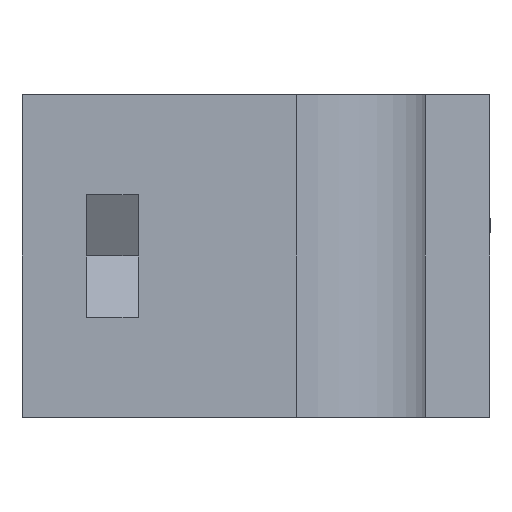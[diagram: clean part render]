
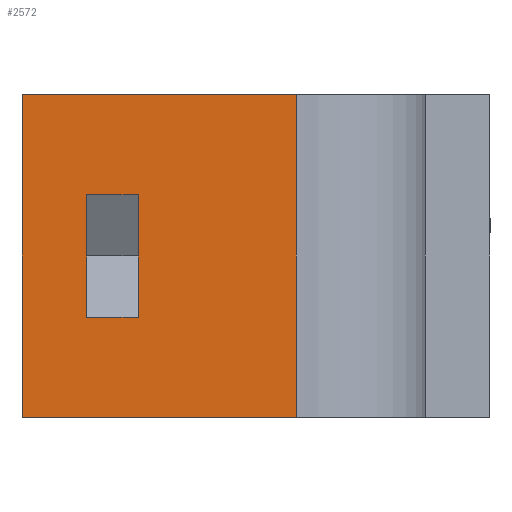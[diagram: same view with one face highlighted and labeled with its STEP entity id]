
A CAD part, left-side view. The second image highlights one B-rep face of the part: STEP entity #2572.
In plain terms, the highlighted planar face has unit normal (-1, 0, 0).
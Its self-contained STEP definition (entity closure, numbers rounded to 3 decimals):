
#124 = VERTEX_POINT ( 'NONE', #3639 ) ;
#141 = LINE ( 'NONE', #702, #1954 ) ;
#317 = LINE ( 'NONE', #2564, #5544 ) ;
#702 = CARTESIAN_POINT ( 'NONE',  ( -38.5, 0., 15. ) ) ;
#737 = VECTOR ( 'NONE', #3375, 1000. ) ;
#788 = AXIS2_PLACEMENT_3D ( 'NONE', #2688, #1342, #892 ) ;
#892 = DIRECTION ( 'NONE',  ( 0., 1., 0. ) ) ;
#989 = EDGE_CURVE ( 'NONE', #1048, #2368, #141, .T. ) ;
#1048 = VERTEX_POINT ( 'NONE', #5492 ) ;
#1137 = LINE ( 'NONE', #5314, #5507 ) ;
#1321 = EDGE_LOOP ( 'NONE', ( #4115, #2555, #5591, #4503 ) ) ;
#1342 = DIRECTION ( 'NONE',  ( 1., 0., 0. ) ) ;
#1624 = LINE ( 'NONE', #1692, #4977 ) ;
#1655 = VERTEX_POINT ( 'NONE', #2360 ) ;
#1692 = CARTESIAN_POINT ( 'NONE',  ( -38.5, -5.25, 4.65 ) ) ;
#1911 = EDGE_CURVE ( 'NONE', #2112, #2949, #317, .T. ) ;
#1914 = VECTOR ( 'NONE', #2088, 1000. ) ;
#1954 = VECTOR ( 'NONE', #4686, 1000. ) ;
#2088 = DIRECTION ( 'NONE',  ( 0., 0., -1. ) ) ;
#2106 = CARTESIAN_POINT ( 'NONE',  ( -38.5, -15., 15. ) ) ;
#2112 = VERTEX_POINT ( 'NONE', #4617 ) ;
#2158 = DIRECTION ( 'NONE',  ( 0., 0., 1. ) ) ;
#2205 = VECTOR ( 'NONE', #4546, 1000. ) ;
#2360 = CARTESIAN_POINT ( 'NONE',  ( -38.5, -7.65, 4.65 ) ) ;
#2368 = VERTEX_POINT ( 'NONE', #2106 ) ;
#2509 = DIRECTION ( 'NONE',  ( 0., 1., 0. ) ) ;
#2555 = ORIENTED_EDGE ( 'NONE', *, *, #3984, .T. ) ;
#2564 = CARTESIAN_POINT ( 'NONE',  ( -38.5, 0., 0. ) ) ;
#2572 = ADVANCED_FACE ( 'NONE', ( #3364, #3228 ), #4855, .F. ) ;
#2688 = CARTESIAN_POINT ( 'NONE',  ( -38.5, 0., 15. ) ) ;
#2814 = EDGE_CURVE ( 'NONE', #1655, #124, #2865, .T. ) ;
#2865 = LINE ( 'NONE', #3708, #2205 ) ;
#2923 = VERTEX_POINT ( 'NONE', #5214 ) ;
#2938 = LINE ( 'NONE', #3155, #3598 ) ;
#2949 = VERTEX_POINT ( 'NONE', #3182 ) ;
#2968 = ORIENTED_EDGE ( 'NONE', *, *, #1911, .T. ) ;
#3103 = CARTESIAN_POINT ( 'NONE',  ( -38.5, -2.25, 15. ) ) ;
#3155 = CARTESIAN_POINT ( 'NONE',  ( -38.5, -7.65, 10.35 ) ) ;
#3182 = CARTESIAN_POINT ( 'NONE',  ( -38.5, -15., 0. ) ) ;
#3228 = FACE_BOUND ( 'NONE', #1321, .T. ) ;
#3247 = DIRECTION ( 'NONE',  ( 0., -1., 0. ) ) ;
#3290 = LINE ( 'NONE', #3103, #737 ) ;
#3364 = FACE_OUTER_BOUND ( 'NONE', #3587, .T. ) ;
#3375 = DIRECTION ( 'NONE',  ( 0., 0., -1. ) ) ;
#3416 = EDGE_CURVE ( 'NONE', #2923, #4973, #1624, .T. ) ;
#3587 = EDGE_LOOP ( 'NONE', ( #4173, #4912, #2968, #4953 ) ) ;
#3598 = VECTOR ( 'NONE', #4869, 1000. ) ;
#3608 = EDGE_CURVE ( 'NONE', #1048, #2112, #3290, .T. ) ;
#3639 = CARTESIAN_POINT ( 'NONE',  ( -38.5, -7.65, 10.35 ) ) ;
#3662 = CARTESIAN_POINT ( 'NONE',  ( -38.5, -5.25, 10.35 ) ) ;
#3708 = CARTESIAN_POINT ( 'NONE',  ( -38.5, -7.65, 4.65 ) ) ;
#3984 = EDGE_CURVE ( 'NONE', #1655, #2923, #1137, .T. ) ;
#4061 = LINE ( 'NONE', #4298, #1914 ) ;
#4115 = ORIENTED_EDGE ( 'NONE', *, *, #2814, .F. ) ;
#4173 = ORIENTED_EDGE ( 'NONE', *, *, #989, .F. ) ;
#4296 = EDGE_CURVE ( 'NONE', #124, #4973, #2938, .T. ) ;
#4298 = CARTESIAN_POINT ( 'NONE',  ( -38.5, -15., 15. ) ) ;
#4503 = ORIENTED_EDGE ( 'NONE', *, *, #4296, .F. ) ;
#4546 = DIRECTION ( 'NONE',  ( 0., 0., 1. ) ) ;
#4617 = CARTESIAN_POINT ( 'NONE',  ( -38.5, -2.25, 0. ) ) ;
#4686 = DIRECTION ( 'NONE',  ( 0., -1., 0. ) ) ;
#4855 = PLANE ( 'NONE',  #788 ) ;
#4869 = DIRECTION ( 'NONE',  ( 0., 1., 0. ) ) ;
#4912 = ORIENTED_EDGE ( 'NONE', *, *, #3608, .T. ) ;
#4953 = ORIENTED_EDGE ( 'NONE', *, *, #5584, .F. ) ;
#4973 = VERTEX_POINT ( 'NONE', #3662 ) ;
#4977 = VECTOR ( 'NONE', #2158, 1000. ) ;
#5214 = CARTESIAN_POINT ( 'NONE',  ( -38.5, -5.25, 4.65 ) ) ;
#5314 = CARTESIAN_POINT ( 'NONE',  ( -38.5, -7.65, 4.65 ) ) ;
#5492 = CARTESIAN_POINT ( 'NONE',  ( -38.5, -2.25, 15. ) ) ;
#5507 = VECTOR ( 'NONE', #2509, 1000. ) ;
#5544 = VECTOR ( 'NONE', #3247, 1000. ) ;
#5584 = EDGE_CURVE ( 'NONE', #2368, #2949, #4061, .T. ) ;
#5591 = ORIENTED_EDGE ( 'NONE', *, *, #3416, .T. ) ;
